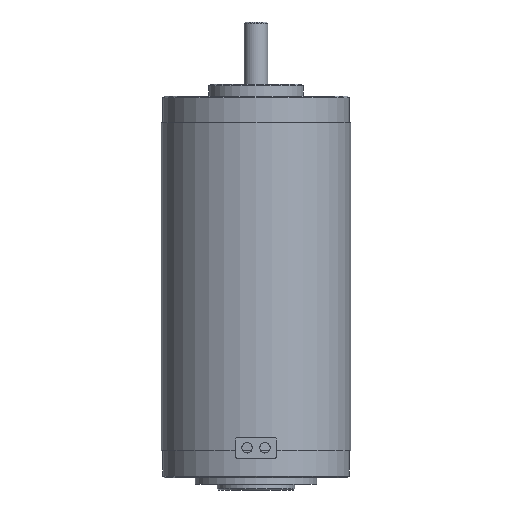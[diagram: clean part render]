
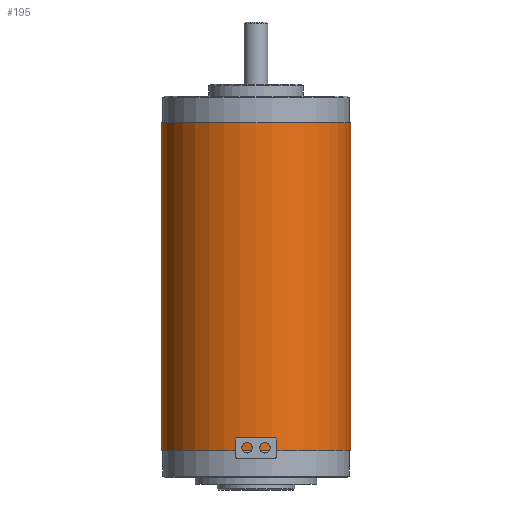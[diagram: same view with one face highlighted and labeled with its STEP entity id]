
A CAD part, front view. The second image highlights one B-rep face of the part: STEP entity #195.
In plain terms, the highlighted cylindrical face has radius 31.95 mm (diameter 63.9 mm), a partial arc.
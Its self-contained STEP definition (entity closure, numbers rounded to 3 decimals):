
#195 = ADVANCED_FACE ( 'NONE', ( #2380 ), #1153, .T. ) ;
#350 = VECTOR ( 'NONE', #1874, 1000. ) ;
#471 = CIRCLE ( 'NONE', #1891, 31.95 ) ;
#618 = ORIENTED_EDGE ( 'NONE', *, *, #3100, .F. ) ;
#656 = VERTEX_POINT ( 'NONE', #2233 ) ;
#824 = CARTESIAN_POINT ( 'NONE',  ( 0., 0., -34. ) ) ;
#970 = EDGE_CURVE ( 'NONE', #4201, #656, #1255, .T. ) ;
#1061 = LINE ( 'NONE', #3744, #3617 ) ;
#1153 = CYLINDRICAL_SURFACE ( 'NONE', #4050, 31.95 ) ;
#1168 = DIRECTION ( 'NONE',  ( 1., 0., 0. ) ) ;
#1255 = LINE ( 'NONE', #3199, #350 ) ;
#1627 = VERTEX_POINT ( 'NONE', #3095 ) ;
#1806 = EDGE_LOOP ( 'NONE', ( #618, #3382, #3494, #3802 ) ) ;
#1855 = CARTESIAN_POINT ( 'NONE',  ( 31.95, 0., -144.5 ) ) ;
#1874 = DIRECTION ( 'NONE',  ( 0., 0., 1. ) ) ;
#1891 = AXIS2_PLACEMENT_3D ( 'NONE', #3776, #3760, #3739 ) ;
#1904 = AXIS2_PLACEMENT_3D ( 'NONE', #824, #3159, #1168 ) ;
#1916 = EDGE_CURVE ( 'NONE', #1627, #4201, #471, .T. ) ;
#2066 = DIRECTION ( 'NONE',  ( 1., 0., 0. ) ) ;
#2233 = CARTESIAN_POINT ( 'NONE',  ( 31.95, 0., -34. ) ) ;
#2380 = FACE_OUTER_BOUND ( 'NONE', #1806, .T. ) ;
#2409 = DIRECTION ( 'NONE',  ( 0., 0., 1. ) ) ;
#2474 = EDGE_CURVE ( 'NONE', #2798, #656, #3600, .T. ) ;
#2780 = CARTESIAN_POINT ( 'NONE',  ( 0., 0., 1.683 ) ) ;
#2798 = VERTEX_POINT ( 'NONE', #4230 ) ;
#3095 = CARTESIAN_POINT ( 'NONE',  ( -31.95, 0., -144.5 ) ) ;
#3100 = EDGE_CURVE ( 'NONE', #1627, #2798, #1061, .T. ) ;
#3159 = DIRECTION ( 'NONE',  ( 0., 0., 1. ) ) ;
#3199 = CARTESIAN_POINT ( 'NONE',  ( 31.95, 0., 1.683 ) ) ;
#3382 = ORIENTED_EDGE ( 'NONE', *, *, #1916, .T. ) ;
#3494 = ORIENTED_EDGE ( 'NONE', *, *, #970, .T. ) ;
#3600 = CIRCLE ( 'NONE', #1904, 31.95 ) ;
#3617 = VECTOR ( 'NONE', #4083, 1000. ) ;
#3739 = DIRECTION ( 'NONE',  ( 1., 0., 0. ) ) ;
#3744 = CARTESIAN_POINT ( 'NONE',  ( -31.95, 0., 1.683 ) ) ;
#3760 = DIRECTION ( 'NONE',  ( 0., 0., 1. ) ) ;
#3776 = CARTESIAN_POINT ( 'NONE',  ( 0., 0., -144.5 ) ) ;
#3802 = ORIENTED_EDGE ( 'NONE', *, *, #2474, .F. ) ;
#4050 = AXIS2_PLACEMENT_3D ( 'NONE', #2780, #2409, #2066 ) ;
#4083 = DIRECTION ( 'NONE',  ( 0., 0., 1. ) ) ;
#4201 = VERTEX_POINT ( 'NONE', #1855 ) ;
#4230 = CARTESIAN_POINT ( 'NONE',  ( -31.95, 0., -34. ) ) ;
